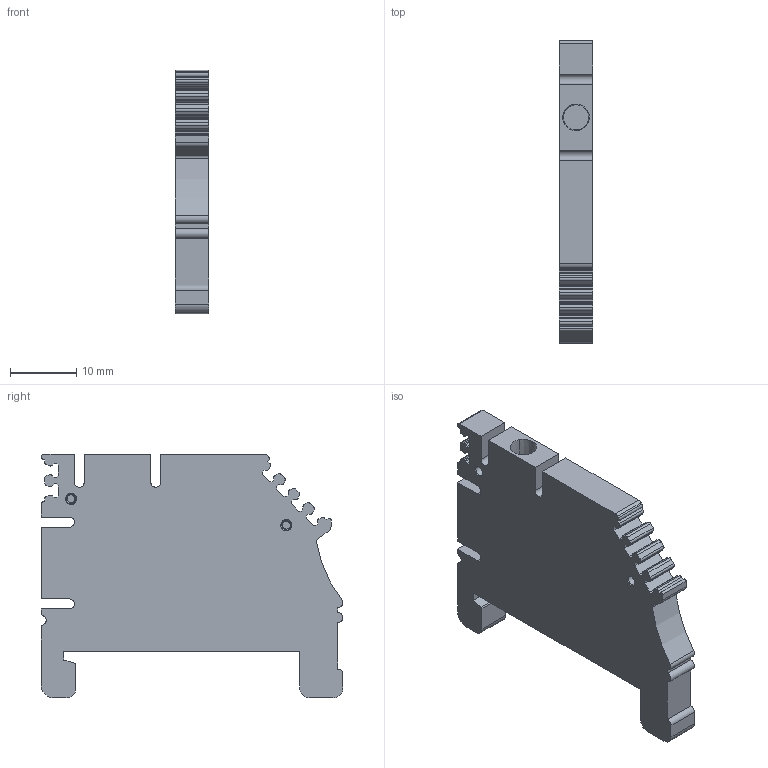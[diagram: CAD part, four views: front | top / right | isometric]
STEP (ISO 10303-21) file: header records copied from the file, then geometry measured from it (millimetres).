
FILE_DESCRIPTION(('CATIA V5 STEP Exchange','CAx-IF Rec.Pracs.--- Model Styling and Organization---1.4--- 2014-01-23'),'2;1');
FILE_NAME ('D1448132_0', '2020-06-18T11:08:27+00:00', ('none'), ('Weidmueller'), 'CATIA Version 5-6 Release 2016 SP3 HF44', 'CATIA V5 STEP AP214', 'none');
FILE_SCHEMA(('AUTOMOTIVE_DESIGN { 1 0 10303 214 1 1 1 1 }'));
Length unit declared in the file: millimetre
Products named in the file (1): 1068160000
Bounding box: 5 x 45.4 x 36.7 mm (x, y, z)
Volume: 6174.3 mm3; surface area: 3869.5 mm2
Topology: 1 solids, 1 shells, 174 faces, 498 edges, 330 vertices
Faces by surface type: plane 100, cylinder 62, cone 8, torus 4
Entity records: 5451 total; most frequent: ORIENTED_EDGE 996, CARTESIAN_POINT 978, DIRECTION 796, EDGE_CURVE 498, VECTOR 352, LINE 352, VERTEX_POINT 330, AXIS2_PLACEMENT_3D 296
